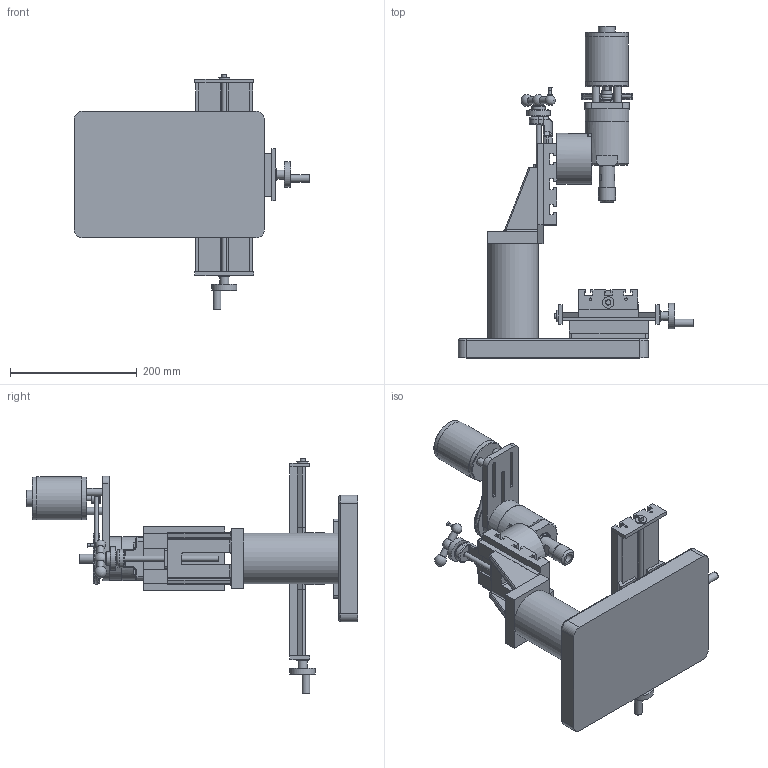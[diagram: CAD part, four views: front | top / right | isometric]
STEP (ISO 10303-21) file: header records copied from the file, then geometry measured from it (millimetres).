
FILE_DESCRIPTION(('STEP AP214'), '1');
FILE_NAME('milling_machine', '', ('UNSPECIFIED'), ('UNSPECIFIED'), 'ASCON STEP Converter 1.3', 'ASCON Math Kernel', '');
FILE_SCHEMA(('AUTOMOTIVE_DESIGN { 1 0 10303 214 3 1 1}'));
Length unit declared in the file: millimetre
Products named in the file (47): 7002 ACE_H; _7002 ACE_H_PART1; _7002 ACE_H_PART2; _7002 ACE_H_PART3; 7003 ACE_H; _7003 ACE_H_PART1; _7003 ACE_H_PART2; _7003 ACE_H_PART3
Assembly tree (76 placements, depth 4):
  (unnamed)
    (unnamed)
    (unnamed)
    (unnamed)
      (unnamed)
      (unnamed)
      (unnamed)
      (unnamed)
      (unnamed)  x2
      (unnamed)  x2
      (unnamed)  x4
      (unnamed)
      (unnamed)
      (unnamed)  x2
    (unnamed)
      (unnamed)
      (unnamed)
      (unnamed)
      (unnamed)
      (unnamed)
      (unnamed)
      (unnamed)
      (unnamed)
    (unnamed)
      (unnamed)
      7002 ACE_H
        _7002 ACE_H_PART1
        _7002 ACE_H_PART2
        _7002 ACE_H_PART3  x12
      (unnamed)
      (unnamed)
      (unnamed)
      (unnamed)
      (unnamed)
      (unnamed)
      (unnamed)
      (unnamed)  x3
      (unnamed)
      7003 ACE_H
        _7003 ACE_H_PART1
        _7003 ACE_H_PART2
        _7003 ACE_H_PART3  x12
      (unnamed)
      (unnamed)
        (unnamed)
        (unnamed)
        (unnamed)
Bounding box: 372 x 523.8 x 371.73 mm (x, y, z)
Volume: 5199485.9 mm3; surface area: 774588.8 mm2
Topology: 70 solids, 70 shells, 681 faces, 1723 edges, 1146 vertices
Faces by surface type: plane 387, cylinder 194, torus 32, sphere 29, cone 22, bspline 16, revolution 1
Full cylindrical faces by diameter (mm): 0.5 x2, 4 x15, 4.651 x1, 5 x5, 6 x5, 7 x1, 8 x7, 8.5 x8, 9 x1, 10 x4, 10.163 x1, 11 x4, 12 x5, 14 x5, 15 x4, 16 x2, 17 x2, 18 x4, 19 x1, 19.5 x1, 20 x1, 20.65 x1, 21 x1, 21.1 x1, 22 x4, 22.7 x1, 25 x1, 25.517 x1, 26.5 x1, 27 x1
Entity records: 27926 total; most frequent: CARTESIAN_POINT 5552, DIRECTION 3140, ORIENTED_EDGE 2708, EDGE_CURVE 1354, AXIS2_PLACEMENT_3D 1176, VERTEX_POINT 990, EDGE_LOOP 818, LINE 787
